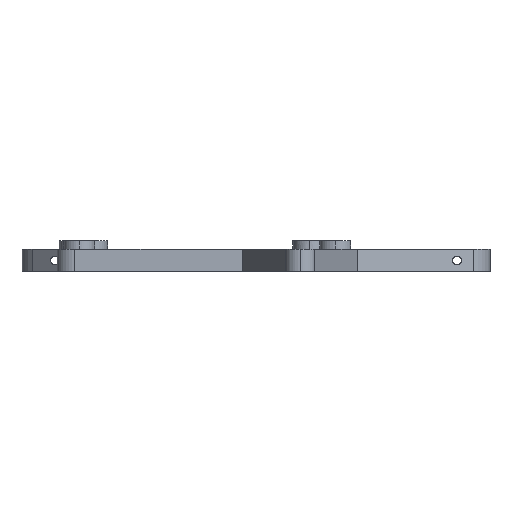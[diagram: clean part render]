
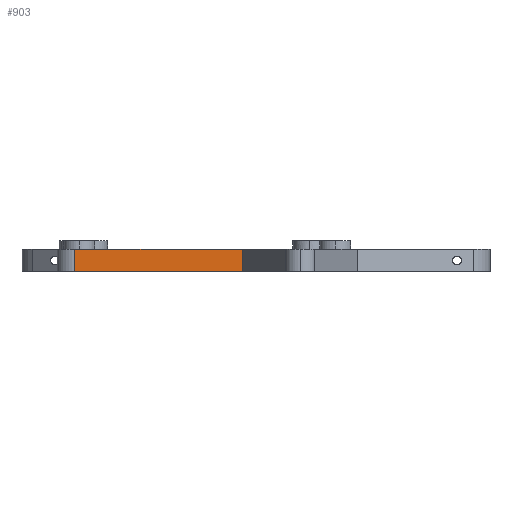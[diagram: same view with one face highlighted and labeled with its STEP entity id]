
A CAD part, left-side view. The second image highlights one B-rep face of the part: STEP entity #903.
In plain terms, the highlighted planar face has unit normal (-1, 0, 0).
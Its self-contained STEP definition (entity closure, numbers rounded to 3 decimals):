
#92 = FACE_OUTER_BOUND ( 'NONE', #933, .T. ) ;
#147 = ORIENTED_EDGE ( 'NONE', *, *, #825, .T. ) ;
#228 = CARTESIAN_POINT ( 'NONE',  ( -67.55, 0., 0. ) ) ;
#263 = AXIS2_PLACEMENT_3D ( 'NONE', #2103, #1329, #336 ) ;
#299 = EDGE_CURVE ( 'NONE', #3087, #1096, #2868, .T. ) ;
#322 = DIRECTION ( 'NONE',  ( 0., 0., -1. ) ) ;
#336 = DIRECTION ( 'NONE',  ( 0., 1., 0. ) ) ;
#359 = CARTESIAN_POINT ( 'NONE',  ( -67.55, 0., 5. ) ) ;
#393 = VECTOR ( 'NONE', #837, 1000. ) ;
#467 = CARTESIAN_POINT ( 'NONE',  ( -67.55, 82.56, 5. ) ) ;
#496 = ORIENTED_EDGE ( 'NONE', *, *, #1549, .F. ) ;
#589 = VECTOR ( 'NONE', #322, 1000. ) ;
#734 = LINE ( 'NONE', #2281, #589 ) ;
#825 = EDGE_CURVE ( 'NONE', #3087, #1991, #734, .T. ) ;
#837 = DIRECTION ( 'NONE',  ( 0., -1., 0. ) ) ;
#903 = ADVANCED_FACE ( 'NONE', ( #92 ), #2831, .F. ) ;
#906 = ORIENTED_EDGE ( 'NONE', *, *, #299, .F. ) ;
#933 = EDGE_LOOP ( 'NONE', ( #1016, #496, #906, #147 ) ) ;
#999 = VECTOR ( 'NONE', #2002, 1000. ) ;
#1016 = ORIENTED_EDGE ( 'NONE', *, *, #1968, .T. ) ;
#1096 = VERTEX_POINT ( 'NONE', #2421 ) ;
#1193 = LINE ( 'NONE', #228, #999 ) ;
#1258 = CARTESIAN_POINT ( 'NONE',  ( -67.55, 44.56, 0. ) ) ;
#1323 = VERTEX_POINT ( 'NONE', #1258 ) ;
#1329 = DIRECTION ( 'NONE',  ( 1., 0., 0. ) ) ;
#1549 = EDGE_CURVE ( 'NONE', #1096, #1323, #2888, .T. ) ;
#1573 = CARTESIAN_POINT ( 'NONE',  ( -67.55, 44.56, 5. ) ) ;
#1968 = EDGE_CURVE ( 'NONE', #1991, #1323, #1193, .T. ) ;
#1982 = VECTOR ( 'NONE', #2592, 1000. ) ;
#1991 = VERTEX_POINT ( 'NONE', #2510 ) ;
#2002 = DIRECTION ( 'NONE',  ( 0., -1., 0. ) ) ;
#2103 = CARTESIAN_POINT ( 'NONE',  ( -67.55, 0., 5. ) ) ;
#2281 = CARTESIAN_POINT ( 'NONE',  ( -67.55, 82.56, 5. ) ) ;
#2421 = CARTESIAN_POINT ( 'NONE',  ( -67.55, 44.56, 5. ) ) ;
#2510 = CARTESIAN_POINT ( 'NONE',  ( -67.55, 82.56, 0. ) ) ;
#2592 = DIRECTION ( 'NONE',  ( 0., 0., -1. ) ) ;
#2831 = PLANE ( 'NONE',  #263 ) ;
#2868 = LINE ( 'NONE', #359, #393 ) ;
#2888 = LINE ( 'NONE', #1573, #1982 ) ;
#3087 = VERTEX_POINT ( 'NONE', #467 ) ;
